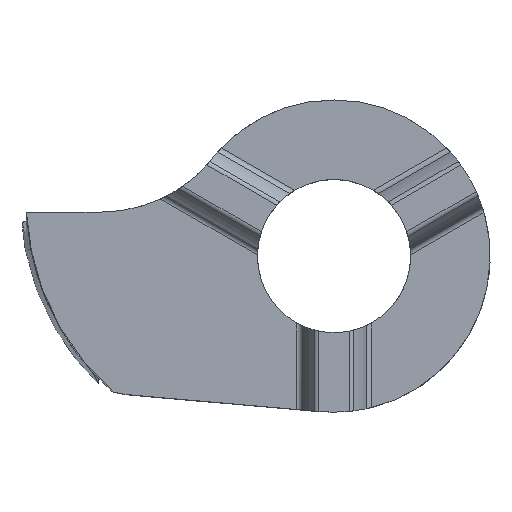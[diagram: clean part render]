
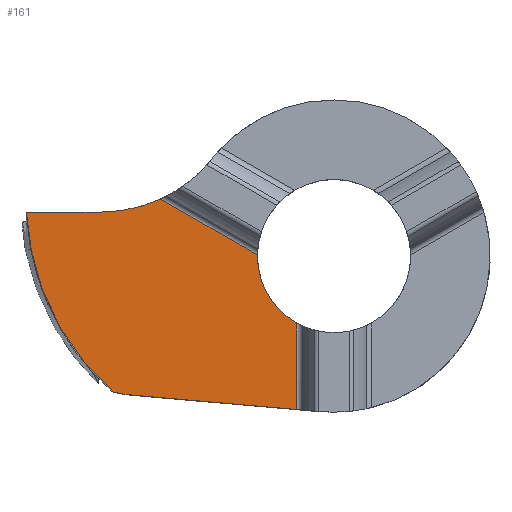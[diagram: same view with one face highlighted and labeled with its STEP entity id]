
A CAD part, top view. The second image highlights one B-rep face of the part: STEP entity #161.
In plain terms, the highlighted planar face has unit normal (0, 0, 1).
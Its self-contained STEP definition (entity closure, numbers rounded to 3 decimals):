
#134=CIRCLE('',#1001,9.);
#135=CIRCLE('',#1005,5.);
#136=CIRCLE('',#1008,2.7);
#137=CIRCLE('',#1009,5.);
#161=ADVANCED_FACE('',(#230),#210,.F.);
#210=PLANE('',#1010);
#230=FACE_OUTER_BOUND('',#278,.T.);
#278=EDGE_LOOP('',(#369,#370,#371,#372,#373,#374,#375,#376,#377));
#369=ORIENTED_EDGE('',*,*,#724,.T.);
#370=ORIENTED_EDGE('',*,*,#708,.F.);
#371=ORIENTED_EDGE('',*,*,#716,.T.);
#372=ORIENTED_EDGE('',*,*,#725,.T.);
#373=ORIENTED_EDGE('',*,*,#726,.T.);
#374=ORIENTED_EDGE('',*,*,#727,.T.);
#375=ORIENTED_EDGE('',*,*,#728,.F.);
#376=ORIENTED_EDGE('',*,*,#729,.T.);
#377=ORIENTED_EDGE('',*,*,#723,.T.);
#616=VERTEX_POINT('',#1365);
#617=VERTEX_POINT('',#1366);
#619=VERTEX_POINT('',#1395);
#621=VERTEX_POINT('',#1400);
#624=VERTEX_POINT('',#1414);
#625=VERTEX_POINT('',#1419);
#626=VERTEX_POINT('',#1421);
#627=VERTEX_POINT('',#1423);
#628=VERTEX_POINT('',#1425);
#708=EDGE_CURVE('',#616,#617,#134,.T.);
#716=EDGE_CURVE('',#616,#619,#135,.T.);
#723=EDGE_CURVE('',#621,#624,#846,.T.);
#724=EDGE_CURVE('',#624,#617,#847,.T.);
#725=EDGE_CURVE('',#619,#625,#848,.T.);
#726=EDGE_CURVE('',#625,#626,#849,.T.);
#727=EDGE_CURVE('',#626,#627,#136,.T.);
#728=EDGE_CURVE('',#628,#627,#850,.T.);
#729=EDGE_CURVE('',#628,#621,#137,.T.);
#846=LINE('',#1415,#902);
#847=LINE('',#1417,#903);
#848=LINE('',#1418,#904);
#849=LINE('',#1420,#905);
#850=LINE('',#1424,#906);
#902=VECTOR('',#1123,1.);
#903=VECTOR('',#1126,1.);
#904=VECTOR('',#1127,1.);
#905=VECTOR('',#1128,1.);
#906=VECTOR('',#1131,1.);
#1001=AXIS2_PLACEMENT_3D('',#1364,#1103,#1104);
#1005=AXIS2_PLACEMENT_3D('',#1396,#1115,#1116);
#1008=AXIS2_PLACEMENT_3D('',#1422,#1129,#1130);
#1009=AXIS2_PLACEMENT_3D('',#1426,#1132,#1133);
#1010=AXIS2_PLACEMENT_3D('',#1427,#1134,#1135);
#1103=DIRECTION('',(0.,0.,-1.));
#1104=DIRECTION('',(-1.,0.,0.));
#1115=DIRECTION('',(0.,0.,1.));
#1116=DIRECTION('',(1.,0.,0.));
#1123=DIRECTION('',(-1.,0.,0.));
#1126=DIRECTION('',(0.122,-0.993,0.));
#1127=DIRECTION('',(0.996,-0.087,0.));
#1128=DIRECTION('',(0.,1.,0.));
#1129=DIRECTION('',(0.,0.,-1.));
#1130=DIRECTION('',(-1.,0.,0.));
#1131=DIRECTION('',(0.866,-0.5,0.));
#1132=DIRECTION('',(0.,0.,-1.));
#1133=DIRECTION('',(-1.,0.,0.));
#1134=DIRECTION('',(0.,0.,-1.));
#1135=DIRECTION('',(-1.,0.,0.));
#1364=CARTESIAN_POINT('',(-1.843,1.967,-0.1));
#1365=CARTESIAN_POINT('',(-7.786,-4.791,-0.1));
#1366=CARTESIAN_POINT('',(-10.677,0.25,-0.1));
#1395=CARTESIAN_POINT('',(-7.096,-4.9,-0.1));
#1396=CARTESIAN_POINT('',(-6.66,0.081,-0.1));
#1400=CARTESIAN_POINT('',(-8.207,1.55,-0.1));
#1414=CARTESIAN_POINT('',(-10.837,1.55,-0.1));
#1415=CARTESIAN_POINT('',(-8.207,1.55,-0.1));
#1417=CARTESIAN_POINT('',(-10.833,1.52,-0.1));
#1418=CARTESIAN_POINT('',(-0.479,-5.479,-0.1));
#1419=CARTESIAN_POINT('',(-1.316,-5.406,-0.1));
#1420=CARTESIAN_POINT('',(-1.316,-7.,-0.1));
#1421=CARTESIAN_POINT('',(-1.316,-2.358,-0.1));
#1422=CARTESIAN_POINT('',(0.,0.,-0.1));
#1423=CARTESIAN_POINT('',(-2.7,0.04,-0.1));
#1424=CARTESIAN_POINT('',(-6.72,2.361,-0.1));
#1425=CARTESIAN_POINT('',(-6.112,2.01,-0.1));
#1426=CARTESIAN_POINT('',(-8.207,6.55,-0.1));
#1427=CARTESIAN_POINT('',(-8.207,6.55,-0.1));
